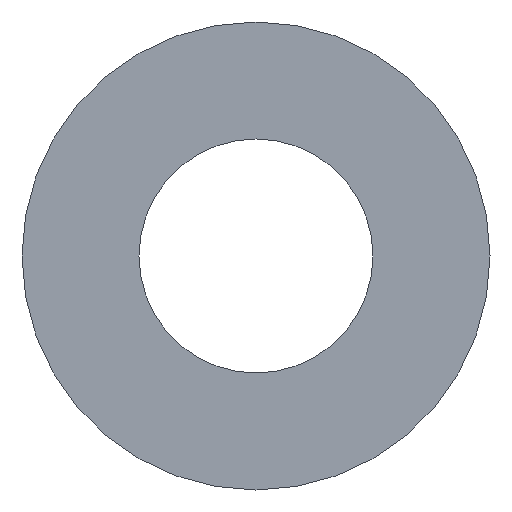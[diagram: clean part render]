
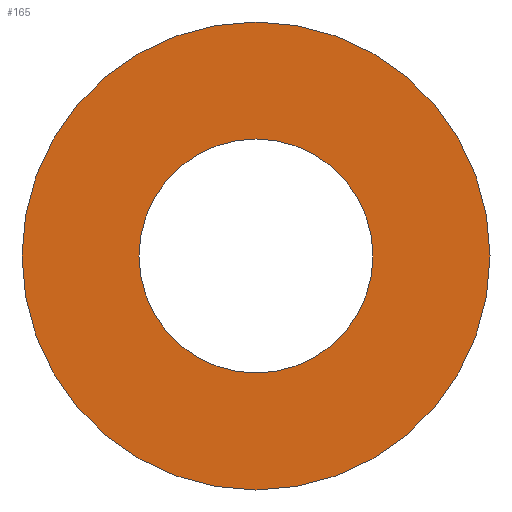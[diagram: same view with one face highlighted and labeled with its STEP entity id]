
A CAD part, left-side view. The second image highlights one B-rep face of the part: STEP entity #165.
In plain terms, the highlighted planar face has unit normal (-1, 0, 0).
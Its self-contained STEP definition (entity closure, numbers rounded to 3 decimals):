
#5 = FACE_OUTER_BOUND ( 'NONE', #151, .T. ) ;
#7 = FACE_BOUND ( 'NONE', #180, .T. ) ;
#8 = VERTEX_POINT ( 'NONE', #194 ) ;
#10 = VERTEX_POINT ( 'NONE', #100 ) ;
#14 = VERTEX_POINT ( 'NONE', #96 ) ;
#27 = EDGE_CURVE ( 'NONE', #14, #8, #32, .T. ) ;
#30 = DIRECTION ( 'NONE',  ( 1., 0., 0. ) ) ;
#32 = CIRCLE ( 'NONE', #210, 1.5 ) ;
#33 = EDGE_CURVE ( 'NONE', #10, #83, #195, .T. ) ;
#36 = DIRECTION ( 'NONE',  ( 1., 0., 0. ) ) ;
#38 = DIRECTION ( 'NONE',  ( 1., 0., 0. ) ) ;
#40 = DIRECTION ( 'NONE',  ( 1., 0., 0. ) ) ;
#42 = ORIENTED_EDGE ( 'NONE', *, *, #27, .T. ) ;
#45 = CARTESIAN_POINT ( 'NONE',  ( -0.25, 0., 3. ) ) ;
#59 = AXIS2_PLACEMENT_3D ( 'NONE', #179, #36, #168 ) ;
#62 = DIRECTION ( 'NONE',  ( 0., 0., -1. ) ) ;
#64 = AXIS2_PLACEMENT_3D ( 'NONE', #102, #74, #135 ) ;
#74 = DIRECTION ( 'NONE',  ( 1., 0., 0. ) ) ;
#80 = CIRCLE ( 'NONE', #176, 3. ) ;
#83 = VERTEX_POINT ( 'NONE', #45 ) ;
#85 = AXIS2_PLACEMENT_3D ( 'NONE', #149, #38, #206 ) ;
#88 = CARTESIAN_POINT ( 'NONE',  ( -0.25, 0., 0. ) ) ;
#90 = DIRECTION ( 'NONE',  ( 0., 0., -1. ) ) ;
#96 = CARTESIAN_POINT ( 'NONE',  ( -0.25, 0., 1.5 ) ) ;
#100 = CARTESIAN_POINT ( 'NONE',  ( -0.25, 0., -3. ) ) ;
#102 = CARTESIAN_POINT ( 'NONE',  ( -0.25, 0., 0. ) ) ;
#119 = ORIENTED_EDGE ( 'NONE', *, *, #121, .F. ) ;
#121 = EDGE_CURVE ( 'NONE', #83, #10, #80, .T. ) ;
#125 = CARTESIAN_POINT ( 'NONE',  ( -0.25, 0., 0. ) ) ;
#134 = EDGE_CURVE ( 'NONE', #8, #14, #143, .T. ) ;
#135 = DIRECTION ( 'NONE',  ( 0., 0., -1. ) ) ;
#143 = CIRCLE ( 'NONE', #85, 1.5 ) ;
#145 = ORIENTED_EDGE ( 'NONE', *, *, #33, .F. ) ;
#149 = CARTESIAN_POINT ( 'NONE',  ( -0.25, 0., 0. ) ) ;
#151 = EDGE_LOOP ( 'NONE', ( #119, #145 ) ) ;
#160 = ORIENTED_EDGE ( 'NONE', *, *, #134, .T. ) ;
#165 = ADVANCED_FACE ( 'NONE', ( #5, #7 ), #169, .F. ) ;
#168 = DIRECTION ( 'NONE',  ( 0., 0., -1. ) ) ;
#169 = PLANE ( 'NONE',  #64 ) ;
#176 = AXIS2_PLACEMENT_3D ( 'NONE', #88, #40, #90 ) ;
#179 = CARTESIAN_POINT ( 'NONE',  ( -0.25, 0., 0. ) ) ;
#180 = EDGE_LOOP ( 'NONE', ( #42, #160 ) ) ;
#194 = CARTESIAN_POINT ( 'NONE',  ( -0.25, 0., -1.5 ) ) ;
#195 = CIRCLE ( 'NONE', #59, 3. ) ;
#206 = DIRECTION ( 'NONE',  ( 0., 0., -1. ) ) ;
#210 = AXIS2_PLACEMENT_3D ( 'NONE', #125, #30, #62 ) ;
